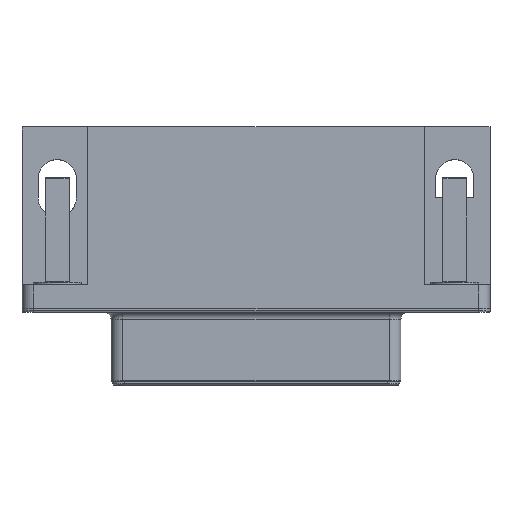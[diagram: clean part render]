
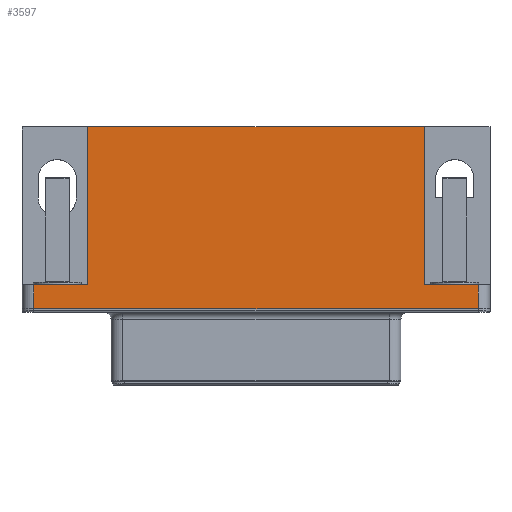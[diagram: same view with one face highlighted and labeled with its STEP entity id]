
A CAD part, top view. The second image highlights one B-rep face of the part: STEP entity #3597.
In plain terms, the highlighted planar face has unit normal (0, 0, 1).
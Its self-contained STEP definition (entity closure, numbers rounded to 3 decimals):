
#3356 = VERTEX_POINT('',#3357);
#3357 = CARTESIAN_POINT('',(-27.188,-13.43,12.5));
#3363 = EDGE_CURVE('',#3364,#3356,#3366,.T.);
#3364 = VERTEX_POINT('',#3365);
#3365 = CARTESIAN_POINT('',(10.013,-13.43,12.5));
#3366 = LINE('',#3367,#3368);
#3367 = CARTESIAN_POINT('',(10.013,-13.43,12.5));
#3368 = VECTOR('',#3369,1.);
#3369 = DIRECTION('',(-1.,0.,0.));
#3597 = ADVANCED_FACE('',(#3598),#3655,.T.);
#3598 = FACE_BOUND('',#3599,.T.);
#3599 = EDGE_LOOP('',(#3600,#3601,#3609,#3617,#3625,#3633,#3641,#3649));
#3600 = ORIENTED_EDGE('',*,*,#3363,.F.);
#3601 = ORIENTED_EDGE('',*,*,#3602,.T.);
#3602 = EDGE_CURVE('',#3364,#3603,#3605,.T.);
#3603 = VERTEX_POINT('',#3604);
#3604 = CARTESIAN_POINT('',(10.013,-11.43,12.5));
#3605 = LINE('',#3606,#3607);
#3606 = CARTESIAN_POINT('',(10.013,-13.43,12.5));
#3607 = VECTOR('',#3608,1.);
#3608 = DIRECTION('',(-0.,1.,0.));
#3609 = ORIENTED_EDGE('',*,*,#3610,.F.);
#3610 = EDGE_CURVE('',#3611,#3603,#3613,.T.);
#3611 = VERTEX_POINT('',#3612);
#3612 = CARTESIAN_POINT('',(5.513,-11.43,12.5));
#3613 = LINE('',#3614,#3615);
#3614 = CARTESIAN_POINT('',(10.013,-11.43,12.5));
#3615 = VECTOR('',#3616,1.);
#3616 = DIRECTION('',(1.,0.,0.));
#3617 = ORIENTED_EDGE('',*,*,#3618,.F.);
#3618 = EDGE_CURVE('',#3619,#3611,#3621,.T.);
#3619 = VERTEX_POINT('',#3620);
#3620 = CARTESIAN_POINT('',(5.513,1.8,12.5));
#3621 = LINE('',#3622,#3623);
#3622 = CARTESIAN_POINT('',(5.513,-12.43,12.5));
#3623 = VECTOR('',#3624,1.);
#3624 = DIRECTION('',(0.,-1.,0.));
#3625 = ORIENTED_EDGE('',*,*,#3626,.T.);
#3626 = EDGE_CURVE('',#3619,#3627,#3629,.T.);
#3627 = VERTEX_POINT('',#3628);
#3628 = CARTESIAN_POINT('',(-22.688,1.8,12.5));
#3629 = LINE('',#3630,#3631);
#3630 = CARTESIAN_POINT('',(11.013,1.8,12.5));
#3631 = VECTOR('',#3632,1.);
#3632 = DIRECTION('',(-1.,0.,0.));
#3633 = ORIENTED_EDGE('',*,*,#3634,.F.);
#3634 = EDGE_CURVE('',#3635,#3627,#3637,.T.);
#3635 = VERTEX_POINT('',#3636);
#3636 = CARTESIAN_POINT('',(-22.688,-11.43,12.5));
#3637 = LINE('',#3638,#3639);
#3638 = CARTESIAN_POINT('',(-22.688,-12.43,12.5));
#3639 = VECTOR('',#3640,1.);
#3640 = DIRECTION('',(0.,1.,0.));
#3641 = ORIENTED_EDGE('',*,*,#3642,.F.);
#3642 = EDGE_CURVE('',#3643,#3635,#3645,.T.);
#3643 = VERTEX_POINT('',#3644);
#3644 = CARTESIAN_POINT('',(-27.188,-11.43,12.5));
#3645 = LINE('',#3646,#3647);
#3646 = CARTESIAN_POINT('',(-7.588,-11.43,12.5));
#3647 = VECTOR('',#3648,1.);
#3648 = DIRECTION('',(1.,0.,0.));
#3649 = ORIENTED_EDGE('',*,*,#3650,.F.);
#3650 = EDGE_CURVE('',#3356,#3643,#3651,.T.);
#3651 = LINE('',#3652,#3653);
#3652 = CARTESIAN_POINT('',(-27.188,-13.43,12.5));
#3653 = VECTOR('',#3654,1.);
#3654 = DIRECTION('',(-0.,1.,0.));
#3655 = PLANE('',#3656);
#3656 = AXIS2_PLACEMENT_3D('',#3657,#3658,#3659);
#3657 = CARTESIAN_POINT('',(11.013,-13.43,12.5));
#3658 = DIRECTION('',(0.,0.,1.));
#3659 = DIRECTION('',(-1.,0.,0.));
